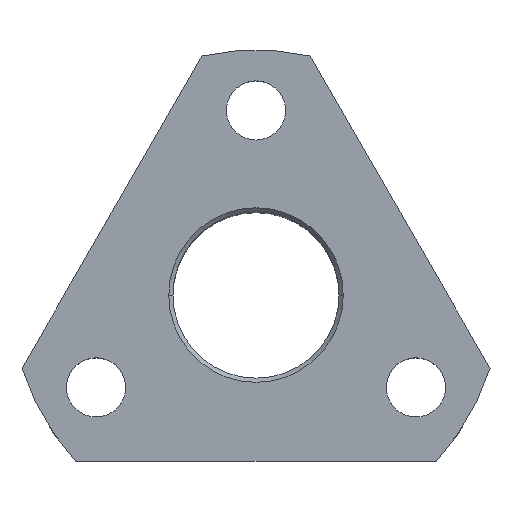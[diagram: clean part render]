
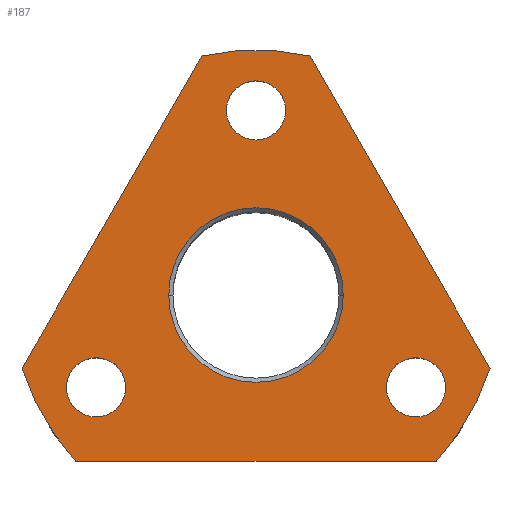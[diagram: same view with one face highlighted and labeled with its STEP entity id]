
A CAD part, top view. The second image highlights one B-rep face of the part: STEP entity #187.
In plain terms, the highlighted planar face has unit normal (0, 0, 1).
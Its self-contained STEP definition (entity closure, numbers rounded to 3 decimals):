
#3 = CARTESIAN_POINT ( 'NONE',  ( -1.78, 11.11, 0. ) ) ;
#4 = EDGE_CURVE ( 'NONE', #56, #762, #456, .T. ) ;
#9 = ORIENTED_EDGE ( 'NONE', *, *, #285, .T. ) ;
#18 = CARTESIAN_POINT ( 'NONE',  ( -11.402, -5.555, 0. ) ) ;
#28 = AXIS2_PLACEMENT_3D ( 'NONE', #222, #364, #220 ) ;
#36 = DIRECTION ( 'NONE',  ( -1., 0., 0. ) ) ;
#54 = VERTEX_POINT ( 'NONE', #303 ) ;
#56 = VERTEX_POINT ( 'NONE', #240 ) ;
#58 = DIRECTION ( 'NONE',  ( -1., 0., 0. ) ) ;
#62 = EDGE_CURVE ( 'NONE', #828, #319, #575, .T. ) ;
#79 = FACE_BOUND ( 'NONE', #783, .T. ) ;
#83 = ORIENTED_EDGE ( 'NONE', *, *, #239, .T. ) ;
#86 = AXIS2_PLACEMENT_3D ( 'NONE', #551, #667, #727 ) ;
#111 = CARTESIAN_POINT ( 'NONE',  ( 3.239, 14.39, 0. ) ) ;
#116 = CIRCLE ( 'NONE', #621, 1.78 ) ;
#133 = CARTESIAN_POINT ( 'NONE',  ( 7.842, -5.555, 0. ) ) ;
#139 = EDGE_CURVE ( 'NONE', #453, #54, #116, .T. ) ;
#148 = AXIS2_PLACEMENT_3D ( 'NONE', #269, #784, #195 ) ;
#150 = EDGE_CURVE ( 'NONE', #689, #56, #777, .T. ) ;
#158 = AXIS2_PLACEMENT_3D ( 'NONE', #377, #757, #36 ) ;
#161 = VERTEX_POINT ( 'NONE', #530 ) ;
#172 = ORIENTED_EDGE ( 'NONE', *, *, #4, .F. ) ;
#185 = PLANE ( 'NONE',  #666 ) ;
#187 = ADVANCED_FACE ( 'NONE', ( #79, #268, #256, #758, #458 ), #185, .F. ) ;
#189 = DIRECTION ( 'NONE',  ( 0.5, -0.866, 0. ) ) ;
#191 = LINE ( 'NONE', #801, #680 ) ;
#195 = DIRECTION ( 'NONE',  ( 1., 0., 0. ) ) ;
#209 = EDGE_CURVE ( 'NONE', #762, #619, #548, .T. ) ;
#218 = CARTESIAN_POINT ( 'NONE',  ( 1.78, 11.11, 0. ) ) ;
#220 = DIRECTION ( 'NONE',  ( 1., 0., 0. ) ) ;
#222 = CARTESIAN_POINT ( 'NONE',  ( 0., 0., 0. ) ) ;
#225 = CIRCLE ( 'NONE', #500, 1.78 ) ;
#227 = ORIENTED_EDGE ( 'NONE', *, *, #812, .T. ) ;
#239 = EDGE_CURVE ( 'NONE', #501, #393, #362, .T. ) ;
#240 = CARTESIAN_POINT ( 'NONE',  ( 14.082, -4.39, 0. ) ) ;
#256 = FACE_BOUND ( 'NONE', #562, .T. ) ;
#268 = FACE_BOUND ( 'NONE', #508, .T. ) ;
#269 = CARTESIAN_POINT ( 'NONE',  ( 0., 0., 0. ) ) ;
#285 = EDGE_CURVE ( 'NONE', #393, #501, #300, .T. ) ;
#297 = DIRECTION ( 'NONE',  ( 0., 0., -1. ) ) ;
#300 = CIRCLE ( 'NONE', #86, 1.78 ) ;
#303 = CARTESIAN_POINT ( 'NONE',  ( -7.842, -5.555, 0. ) ) ;
#314 = CARTESIAN_POINT ( 'NONE',  ( 0., 20., 0. ) ) ;
#317 = CARTESIAN_POINT ( 'NONE',  ( 0., 11.11, 0. ) ) ;
#319 = VERTEX_POINT ( 'NONE', #133 ) ;
#328 = CARTESIAN_POINT ( 'NONE',  ( 11.402, -5.555, 0. ) ) ;
#336 = CARTESIAN_POINT ( 'NONE',  ( -5.25, 0., 0. ) ) ;
#350 = DIRECTION ( 'NONE',  ( 1., 0., 0. ) ) ;
#362 = CIRCLE ( 'NONE', #721, 1.78 ) ;
#363 = AXIS2_PLACEMENT_3D ( 'NONE', #787, #718, #660 ) ;
#364 = DIRECTION ( 'NONE',  ( 0., 0., -1. ) ) ;
#369 = EDGE_CURVE ( 'NONE', #383, #799, #464, .T. ) ;
#377 = CARTESIAN_POINT ( 'NONE',  ( 9.622, -5.555, 0. ) ) ;
#383 = VERTEX_POINT ( 'NONE', #658 ) ;
#391 = DIRECTION ( 'NONE',  ( 0., 0., -1. ) ) ;
#392 = DIRECTION ( 'NONE',  ( -1., 0., 0. ) ) ;
#393 = VERTEX_POINT ( 'NONE', #3 ) ;
#400 = ORIENTED_EDGE ( 'NONE', *, *, #417, .F. ) ;
#401 = CARTESIAN_POINT ( 'NONE',  ( -9.622, -5.555, 0. ) ) ;
#417 = EDGE_CURVE ( 'NONE', #161, #611, #191, .T. ) ;
#419 = ORIENTED_EDGE ( 'NONE', *, *, #504, .T. ) ;
#423 = ORIENTED_EDGE ( 'NONE', *, *, #150, .F. ) ;
#435 = AXIS2_PLACEMENT_3D ( 'NONE', #401, #531, #534 ) ;
#441 = VECTOR ( 'NONE', #716, 1000. ) ;
#445 = EDGE_LOOP ( 'NONE', ( #609, #419 ) ) ;
#453 = VERTEX_POINT ( 'NONE', #18 ) ;
#456 = CIRCLE ( 'NONE', #28, 14.75 ) ;
#458 = FACE_BOUND ( 'NONE', #445, .T. ) ;
#464 = CIRCLE ( 'NONE', #363, 5.25 ) ;
#481 = EDGE_CURVE ( 'NONE', #619, #161, #507, .T. ) ;
#500 = AXIS2_PLACEMENT_3D ( 'NONE', #771, #638, #392 ) ;
#501 = VERTEX_POINT ( 'NONE', #218 ) ;
#504 = EDGE_CURVE ( 'NONE', #799, #383, #664, .T. ) ;
#507 = CIRCLE ( 'NONE', #785, 14.75 ) ;
#508 = EDGE_LOOP ( 'NONE', ( #648, #775 ) ) ;
#513 = CARTESIAN_POINT ( 'NONE',  ( -9.622, -5.555, 0. ) ) ;
#530 = CARTESIAN_POINT ( 'NONE',  ( -14.082, -4.39, 0. ) ) ;
#531 = DIRECTION ( 'NONE',  ( 0., 0., -1. ) ) ;
#534 = DIRECTION ( 'NONE',  ( -1., 0., 0. ) ) ;
#539 = DIRECTION ( 'NONE',  ( 0., 1., 0. ) ) ;
#541 = DIRECTION ( 'NONE',  ( 0., 0., -1. ) ) ;
#544 = VECTOR ( 'NONE', #189, 1000. ) ;
#548 = LINE ( 'NONE', #703, #441 ) ;
#551 = CARTESIAN_POINT ( 'NONE',  ( 0., 11.11, 0. ) ) ;
#554 = DIRECTION ( 'NONE',  ( 0.5, 0.866, 0. ) ) ;
#562 = EDGE_LOOP ( 'NONE', ( #764, #227 ) ) ;
#564 = DIRECTION ( 'NONE',  ( 1., 0., 0. ) ) ;
#575 = CIRCLE ( 'NONE', #158, 1.78 ) ;
#588 = ORIENTED_EDGE ( 'NONE', *, *, #209, .F. ) ;
#591 = CARTESIAN_POINT ( 'NONE',  ( 0., 0., 0. ) ) ;
#609 = ORIENTED_EDGE ( 'NONE', *, *, #369, .T. ) ;
#611 = VERTEX_POINT ( 'NONE', #804 ) ;
#619 = VERTEX_POINT ( 'NONE', #630 ) ;
#621 = AXIS2_PLACEMENT_3D ( 'NONE', #513, #541, #58 ) ;
#630 = CARTESIAN_POINT ( 'NONE',  ( -10.843, -10., 0. ) ) ;
#638 = DIRECTION ( 'NONE',  ( 0., 0., -1. ) ) ;
#646 = EDGE_LOOP ( 'NONE', ( #588, #172, #423, #681, #400, #662 ) ) ;
#648 = ORIENTED_EDGE ( 'NONE', *, *, #717, .T. ) ;
#654 = CARTESIAN_POINT ( 'NONE',  ( 10.843, -10., 0. ) ) ;
#658 = CARTESIAN_POINT ( 'NONE',  ( 5.25, 0., 0. ) ) ;
#660 = DIRECTION ( 'NONE',  ( 1., 0., 0. ) ) ;
#662 = ORIENTED_EDGE ( 'NONE', *, *, #481, .F. ) ;
#664 = CIRCLE ( 'NONE', #810, 5.25 ) ;
#666 = AXIS2_PLACEMENT_3D ( 'NONE', #591, #834, #539 ) ;
#667 = DIRECTION ( 'NONE',  ( 0., 0., -1. ) ) ;
#679 = CIRCLE ( 'NONE', #435, 1.78 ) ;
#680 = VECTOR ( 'NONE', #554, 1000. ) ;
#681 = ORIENTED_EDGE ( 'NONE', *, *, #735, .F. ) ;
#689 = VERTEX_POINT ( 'NONE', #111 ) ;
#703 = CARTESIAN_POINT ( 'NONE',  ( 17.321, -10., 0. ) ) ;
#716 = DIRECTION ( 'NONE',  ( -1., 0., 0. ) ) ;
#717 = EDGE_CURVE ( 'NONE', #319, #828, #225, .T. ) ;
#718 = DIRECTION ( 'NONE',  ( 0., 0., -1. ) ) ;
#721 = AXIS2_PLACEMENT_3D ( 'NONE', #317, #391, #836 ) ;
#727 = DIRECTION ( 'NONE',  ( -1., 0., 0. ) ) ;
#735 = EDGE_CURVE ( 'NONE', #611, #689, #774, .T. ) ;
#737 = DIRECTION ( 'NONE',  ( 0., 0., -1. ) ) ;
#740 = CARTESIAN_POINT ( 'NONE',  ( 0., 0., 0. ) ) ;
#748 = CARTESIAN_POINT ( 'NONE',  ( 0., 0., 0. ) ) ;
#757 = DIRECTION ( 'NONE',  ( 0., 0., -1. ) ) ;
#758 = FACE_OUTER_BOUND ( 'NONE', #646, .T. ) ;
#762 = VERTEX_POINT ( 'NONE', #654 ) ;
#764 = ORIENTED_EDGE ( 'NONE', *, *, #139, .T. ) ;
#771 = CARTESIAN_POINT ( 'NONE',  ( 9.622, -5.555, 0. ) ) ;
#774 = CIRCLE ( 'NONE', #148, 14.75 ) ;
#775 = ORIENTED_EDGE ( 'NONE', *, *, #62, .T. ) ;
#777 = LINE ( 'NONE', #314, #544 ) ;
#783 = EDGE_LOOP ( 'NONE', ( #9, #83 ) ) ;
#784 = DIRECTION ( 'NONE',  ( 0., 0., -1. ) ) ;
#785 = AXIS2_PLACEMENT_3D ( 'NONE', #740, #737, #350 ) ;
#787 = CARTESIAN_POINT ( 'NONE',  ( 0., 0., 0. ) ) ;
#799 = VERTEX_POINT ( 'NONE', #336 ) ;
#801 = CARTESIAN_POINT ( 'NONE',  ( -17.321, -10., 0. ) ) ;
#804 = CARTESIAN_POINT ( 'NONE',  ( -3.239, 14.39, 0. ) ) ;
#810 = AXIS2_PLACEMENT_3D ( 'NONE', #748, #297, #564 ) ;
#812 = EDGE_CURVE ( 'NONE', #54, #453, #679, .T. ) ;
#828 = VERTEX_POINT ( 'NONE', #328 ) ;
#834 = DIRECTION ( 'NONE',  ( 0., 0., -1. ) ) ;
#836 = DIRECTION ( 'NONE',  ( -1., 0., 0. ) ) ;
